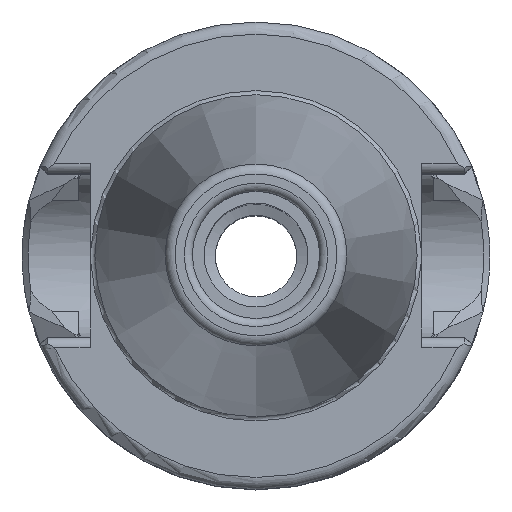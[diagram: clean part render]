
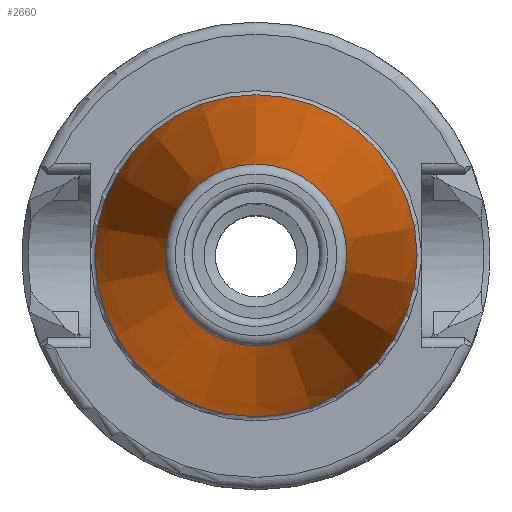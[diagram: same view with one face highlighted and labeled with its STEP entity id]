
A CAD part, top view. The second image highlights one B-rep face of the part: STEP entity #2660.
In plain terms, the highlighted conical face has half-angle 8.297 degrees and reference radius 12.394 mm.
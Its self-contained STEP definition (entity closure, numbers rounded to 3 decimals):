
#432=FACE_OUTER_BOUND('',#595,.T.);
#595=EDGE_LOOP('',(#2496,#2497,#2498,#2499,#2500));
#693=CIRCLE('',#2923,8.941);
#694=CIRCLE('',#2924,8.941);
#721=CIRCLE('',#2969,15.846);
#873=LINE('',#5600,#1025);
#1025=VECTOR('',#3698,12.394);
#1269=VERTEX_POINT('',#5519);
#1270=VERTEX_POINT('',#5521);
#1291=VERTEX_POINT('',#5596);
#1656=EDGE_CURVE('',#1269,#1270,#693,.T.);
#1657=EDGE_CURVE('',#1270,#1269,#694,.T.);
#1692=EDGE_CURVE('',#1291,#1291,#721,.T.);
#1694=EDGE_CURVE('',#1270,#1291,#873,.T.);
#2496=ORIENTED_EDGE('',*,*,#1657,.F.);
#2497=ORIENTED_EDGE('',*,*,#1694,.T.);
#2498=ORIENTED_EDGE('',*,*,#1692,.T.);
#2499=ORIENTED_EDGE('',*,*,#1694,.F.);
#2500=ORIENTED_EDGE('',*,*,#1656,.F.);
#2515=CONICAL_SURFACE('',#2970,12.394,0.145);
#2660=ADVANCED_FACE('',(#432),#2515,.T.);
#2923=AXIS2_PLACEMENT_3D('',#5522,#3593,#3594);
#2924=AXIS2_PLACEMENT_3D('',#5523,#3595,#3596);
#2969=AXIS2_PLACEMENT_3D('',#5597,#3693,#3694);
#2970=AXIS2_PLACEMENT_3D('',#5599,#3696,#3697);
#3593=DIRECTION('center_axis',(0.,0.,1.));
#3594=DIRECTION('ref_axis',(1.,0.,0.));
#3595=DIRECTION('center_axis',(0.,0.,1.));
#3596=DIRECTION('ref_axis',(1.,0.,0.));
#3693=DIRECTION('center_axis',(0.,0.,1.));
#3694=DIRECTION('ref_axis',(1.,0.,0.));
#3696=DIRECTION('center_axis',(0.,0.,-1.));
#3697=DIRECTION('ref_axis',(0.,-1.,0.));
#3698=DIRECTION('',(0.,0.144,-0.99));
#5519=CARTESIAN_POINT('',(8.941,0.,47.544));
#5521=CARTESIAN_POINT('',(0.,8.941,47.544));
#5522=CARTESIAN_POINT('Origin',(0.,0.,47.544));
#5523=CARTESIAN_POINT('Origin',(0.,0.,47.544));
#5596=CARTESIAN_POINT('',(0.,15.846,0.2));
#5597=CARTESIAN_POINT('Origin',(0.,0.,0.2));
#5599=CARTESIAN_POINT('Origin',(0.,0.,23.872));
#5600=CARTESIAN_POINT('',(0.,12.394,23.872));
